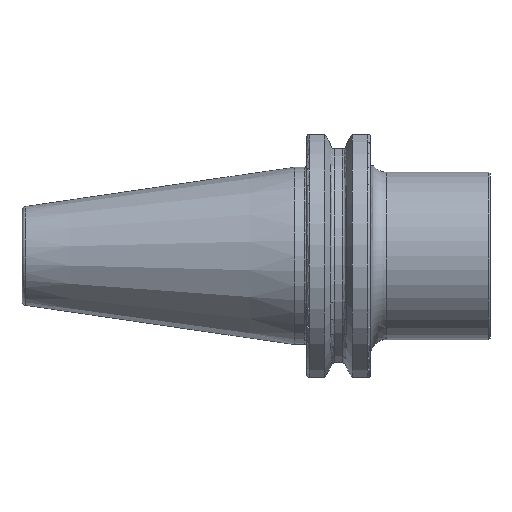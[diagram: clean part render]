
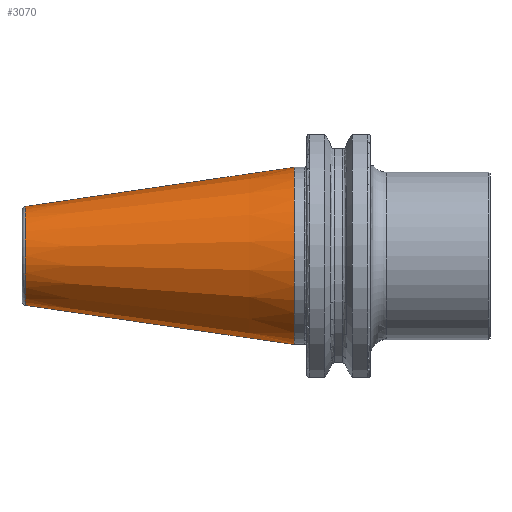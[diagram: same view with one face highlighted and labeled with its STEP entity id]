
A CAD part, front view. The second image highlights one B-rep face of the part: STEP entity #3070.
In plain terms, the highlighted conical face has half-angle 8.297 degrees and reference radius 22.225 mm.
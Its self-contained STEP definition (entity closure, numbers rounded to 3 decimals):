
#33 = DIRECTION ( 'NONE',  ( 0., 0., -1. ) ) ;
#60 = CIRCLE ( 'NONE', #5373, 12.397 ) ;
#206 = AXIS2_PLACEMENT_3D ( 'NONE', #3100, #3045, #3024 ) ;
#259 = DIRECTION ( 'NONE',  ( -1., 0., 0. ) ) ;
#288 = VERTEX_POINT ( 'NONE', #2804 ) ;
#371 = ORIENTED_EDGE ( 'NONE', *, *, #5086, .F. ) ;
#406 = CARTESIAN_POINT ( 'NONE',  ( 0., 0., 22.225 ) ) ;
#424 = VECTOR ( 'NONE', #3496, 1000. ) ;
#779 = EDGE_CURVE ( 'NONE', #5809, #1890, #3221, .T. ) ;
#851 = CIRCLE ( 'NONE', #206, 22.225 ) ;
#953 = ORIENTED_EDGE ( 'NONE', *, *, #4191, .T. ) ;
#1065 = FACE_OUTER_BOUND ( 'NONE', #1074, .T. ) ;
#1074 = EDGE_LOOP ( 'NONE', ( #1907, #371, #953, #1394 ) ) ;
#1394 = ORIENTED_EDGE ( 'NONE', *, *, #2713, .T. ) ;
#1890 = VERTEX_POINT ( 'NONE', #5562 ) ;
#1907 = ORIENTED_EDGE ( 'NONE', *, *, #779, .F. ) ;
#1998 = CONICAL_SURFACE ( 'NONE', #2263, 22.225, 0.145 ) ;
#2263 = AXIS2_PLACEMENT_3D ( 'NONE', #4502, #4583, #33 ) ;
#2713 = EDGE_CURVE ( 'NONE', #288, #1890, #851, .T. ) ;
#2804 = CARTESIAN_POINT ( 'NONE',  ( 0., 0., -22.225 ) ) ;
#3003 = CARTESIAN_POINT ( 'NONE',  ( -67.394, 0., 0. ) ) ;
#3024 = DIRECTION ( 'NONE',  ( 0., 0., 1. ) ) ;
#3045 = DIRECTION ( 'NONE',  ( -1., 0., 0. ) ) ;
#3070 = ADVANCED_FACE ( 'NONE', ( #1065 ), #1998, .T. ) ;
#3100 = CARTESIAN_POINT ( 'NONE',  ( 0., 0., 0. ) ) ;
#3124 = DIRECTION ( 'NONE',  ( 0.99, 0., 0.144 ) ) ;
#3221 = LINE ( 'NONE', #406, #5444 ) ;
#3422 = DIRECTION ( 'NONE',  ( 0., 0., 1. ) ) ;
#3496 = DIRECTION ( 'NONE',  ( 0.99, 0., -0.144 ) ) ;
#3533 = CARTESIAN_POINT ( 'NONE',  ( 0., 0., -22.225 ) ) ;
#4191 = EDGE_CURVE ( 'NONE', #4970, #288, #5079, .T. ) ;
#4502 = CARTESIAN_POINT ( 'NONE',  ( 0., 0., 0. ) ) ;
#4583 = DIRECTION ( 'NONE',  ( 1., 0., 0. ) ) ;
#4640 = CARTESIAN_POINT ( 'NONE',  ( -67.394, 0., -12.397 ) ) ;
#4970 = VERTEX_POINT ( 'NONE', #4640 ) ;
#5059 = CARTESIAN_POINT ( 'NONE',  ( -67.394, 0., 12.397 ) ) ;
#5079 = LINE ( 'NONE', #3533, #424 ) ;
#5086 = EDGE_CURVE ( 'NONE', #4970, #5809, #60, .T. ) ;
#5373 = AXIS2_PLACEMENT_3D ( 'NONE', #3003, #259, #3422 ) ;
#5444 = VECTOR ( 'NONE', #3124, 1000. ) ;
#5562 = CARTESIAN_POINT ( 'NONE',  ( 0., 0., 22.225 ) ) ;
#5809 = VERTEX_POINT ( 'NONE', #5059 ) ;
